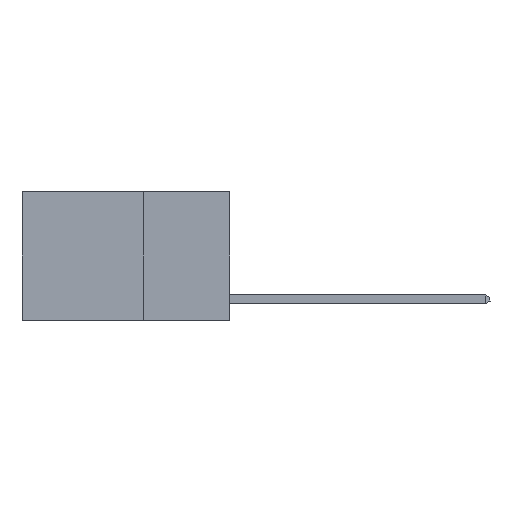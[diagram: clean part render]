
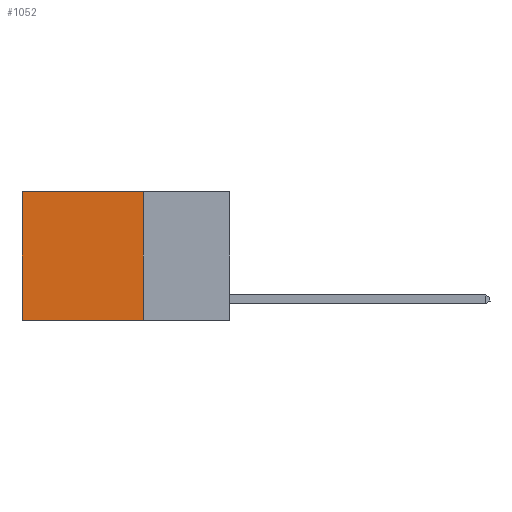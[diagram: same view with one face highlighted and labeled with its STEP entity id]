
A CAD part, left-side view. The second image highlights one B-rep face of the part: STEP entity #1052.
In plain terms, the highlighted planar face has unit normal (-1, 0, 0).
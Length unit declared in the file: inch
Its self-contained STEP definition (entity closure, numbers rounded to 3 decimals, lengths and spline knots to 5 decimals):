
#752 = VERTEX_POINT ( 'NONE', #9614 ) ;
#919 = DIRECTION ( 'NONE',  ( 1., 0., 0. ) ) ;
#1052 = ADVANCED_FACE ( 'NONE', ( #11220 ), #7770, .F. ) ;
#1234 = DIRECTION ( 'NONE',  ( 0., 1., 0. ) ) ;
#1306 = CARTESIAN_POINT ( 'NONE',  ( 0.2625, 0.25, 0. ) ) ;
#1694 = VECTOR ( 'NONE', #5882, 39.37008 ) ;
#1862 = DIRECTION ( 'NONE',  ( 0., 0., -1. ) ) ;
#1977 = ORIENTED_EDGE ( 'NONE', *, *, #11277, .F. ) ;
#2264 = CARTESIAN_POINT ( 'NONE',  ( 0.2625, 0.25, -0.37 ) ) ;
#2292 = ORIENTED_EDGE ( 'NONE', *, *, #3297, .T. ) ;
#2605 = CARTESIAN_POINT ( 'NONE',  ( 0.2625, 0.6, 0. ) ) ;
#2806 = EDGE_CURVE ( 'NONE', #5113, #9669, #8894, .T. ) ;
#2881 = ORIENTED_EDGE ( 'NONE', *, *, #3738, .F. ) ;
#2906 = VECTOR ( 'NONE', #1862, 39.37008 ) ;
#3122 = EDGE_LOOP ( 'NONE', ( #2292, #2881, #1977, #10467 ) ) ;
#3297 = EDGE_CURVE ( 'NONE', #9669, #752, #8339, .T. ) ;
#3738 = EDGE_CURVE ( 'NONE', #11332, #752, #8599, .T. ) ;
#5113 = VERTEX_POINT ( 'NONE', #9532 ) ;
#5650 = CARTESIAN_POINT ( 'NONE',  ( 0.2625, 0.6, 0. ) ) ;
#5855 = CARTESIAN_POINT ( 'NONE',  ( 0.2625, 0.25, 0. ) ) ;
#5882 = DIRECTION ( 'NONE',  ( 0., 1., 0. ) ) ;
#5969 = VECTOR ( 'NONE', #9751, 39.37008 ) ;
#7404 = CARTESIAN_POINT ( 'NONE',  ( 0.2625, 0.25, -0.37 ) ) ;
#7732 = LINE ( 'NONE', #9054, #2906 ) ;
#7770 = PLANE ( 'NONE',  #10165 ) ;
#8339 = LINE ( 'NONE', #2605, #5969 ) ;
#8599 = LINE ( 'NONE', #2264, #1694 ) ;
#8894 = LINE ( 'NONE', #1306, #9173 ) ;
#9054 = CARTESIAN_POINT ( 'NONE',  ( 0.2625, 0.25, 0. ) ) ;
#9173 = VECTOR ( 'NONE', #1234, 39.37008 ) ;
#9323 = DIRECTION ( 'NONE',  ( 0., 0., -1. ) ) ;
#9532 = CARTESIAN_POINT ( 'NONE',  ( 0.2625, 0.25, 0. ) ) ;
#9614 = CARTESIAN_POINT ( 'NONE',  ( 0.2625, 0.6, -0.37 ) ) ;
#9669 = VERTEX_POINT ( 'NONE', #5650 ) ;
#9751 = DIRECTION ( 'NONE',  ( 0., 0., -1. ) ) ;
#10165 = AXIS2_PLACEMENT_3D ( 'NONE', #5855, #919, #9323 ) ;
#10467 = ORIENTED_EDGE ( 'NONE', *, *, #2806, .T. ) ;
#11220 = FACE_OUTER_BOUND ( 'NONE', #3122, .T. ) ;
#11277 = EDGE_CURVE ( 'NONE', #5113, #11332, #7732, .T. ) ;
#11332 = VERTEX_POINT ( 'NONE', #7404 ) ;
